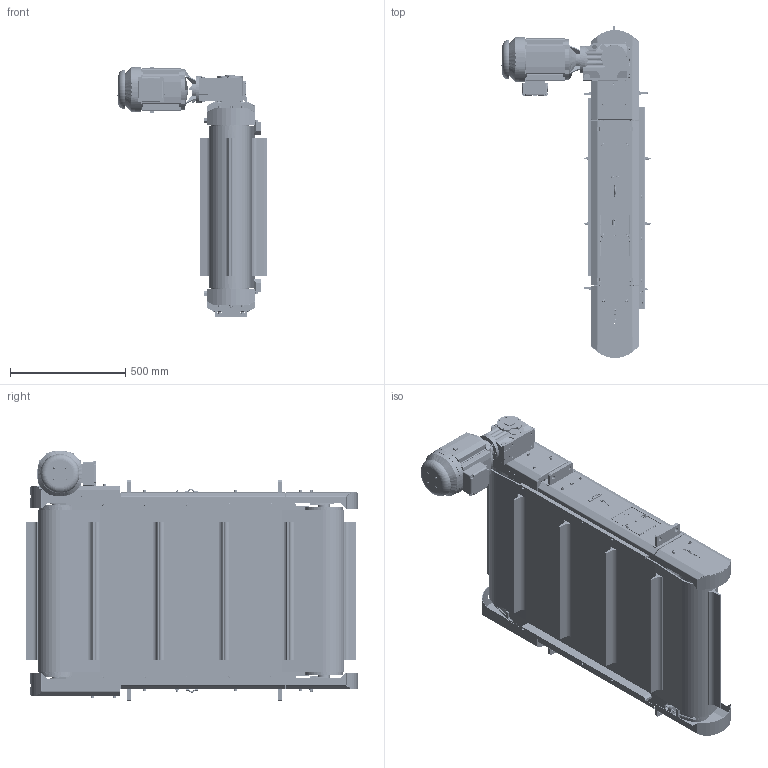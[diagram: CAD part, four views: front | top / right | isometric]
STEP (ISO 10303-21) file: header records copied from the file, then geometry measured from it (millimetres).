
FILE_DESCRIPTION(/* description */ (''),/* implementation_level */ '2;1');
FILE_NAME(/* name */ 'RONC065341.stp',/* time_stamp */ '2023-03-24T10:41:48+01:00',/* author */ ('PH'),/* organization */ (''),/* preprocessor_version */ 'ST-DEVELOPER v18.1',/* originating_system */ 'Autodesk Inventor 2021',/* authorisation */ '');
FILE_SCHEMA (('AUTOMOTIVE_DESIGN { 1 0 10303 214 3 1 1 }'));
Products named in the file (1): RONC065341
Bounding box: 647 x 1440.21 x 1088.1 mm (x, y, z)
Volume: 67056847.8 mm3; surface area: 13410146.7 mm2
Topology: 26 solids, 26 shells, 8169 faces, 21452 edges, 13724 vertices
Faces by surface type: plane 4892, cylinder 1653, bspline 802, cone 645, torus 129, sphere 48
Full cylindrical faces by diameter (mm): 3.15 x2, 4 x4, 4.917 x11, 5.459 x4, 6 x75, 6.4 x2, 6.5 x10, 6.6 x14, 6.647 x9, 6.917 x4, 7 x24, 7.318 x1, 7.323 x11, 8 x65, 8.376 x1, 8.4 x22, 8.5 x8, 8.566 x4, 8.7 x4, 9 x18, 9.188 x6, 9.59 x14, 9.6 x6, 10 x37, 10.5 x5, 11 x15, 11.4 x11, 12 x12, 12.5 x2, 13 x36
Entity records: 269983 total; most frequent: CARTESIAN_POINT 65707, ORIENTED_EDGE 42732, DIRECTION 37850, EDGE_CURVE 21366, VERTEX_POINT 13732, LINE 13136, VECTOR 13136, AXIS2_PLACEMENT_3D 12357
